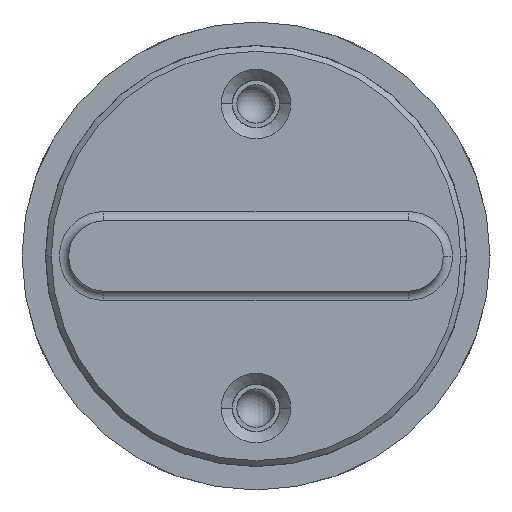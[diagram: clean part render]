
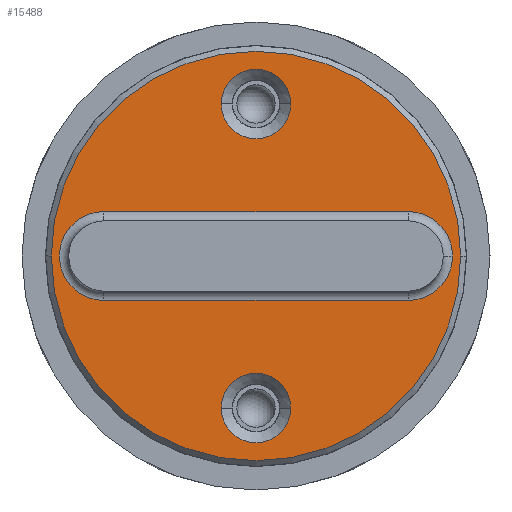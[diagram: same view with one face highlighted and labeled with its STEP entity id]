
A CAD part, left-side view. The second image highlights one B-rep face of the part: STEP entity #15488.
In plain terms, the highlighted face is planar.
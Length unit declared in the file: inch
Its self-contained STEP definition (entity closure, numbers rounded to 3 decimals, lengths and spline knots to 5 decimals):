
#98 = DIRECTION ( 'NONE',  ( 0., 0., 1. ) ) ;
#969 = EDGE_CURVE ( 'NONE', #22678, #15096, #16037, .T. ) ;
#1082 = EDGE_CURVE ( 'NONE', #21285, #15221, #8614, .T. ) ;
#1413 = AXIS2_PLACEMENT_3D ( 'NONE', #22005, #98, #11136 ) ;
#1618 = VERTEX_POINT ( 'NONE', #9938 ) ;
#1725 = CARTESIAN_POINT ( 'NONE',  ( 0., 0., 0. ) ) ;
#2172 = CIRCLE ( 'NONE', #1413, 0.2375 ) ;
#2556 = ORIENTED_EDGE ( 'NONE', *, *, #4634, .T. ) ;
#2628 = ORIENTED_EDGE ( 'NONE', *, *, #11319, .T. ) ;
#3006 = EDGE_CURVE ( 'NONE', #22597, #9999, #21707, .T. ) ;
#3017 = DIRECTION ( 'NONE',  ( 0., 0., -1. ) ) ;
#3146 = EDGE_LOOP ( 'NONE', ( #6524, #2556, #7440, #18821, #5870 ) ) ;
#3349 = EDGE_LOOP ( 'NONE', ( #2628, #13033 ) ) ;
#3517 = AXIS2_PLACEMENT_3D ( 'NONE', #16352, #3017, #14026 ) ;
#3760 = DIRECTION ( 'NONE',  ( 1., 0., 0. ) ) ;
#4133 = CIRCLE ( 'NONE', #6483, 0.185 ) ;
#4307 = CARTESIAN_POINT ( 'NONE',  ( 0.8125, 0.2375, 0. ) ) ;
#4634 = EDGE_CURVE ( 'NONE', #19087, #22597, #2172, .T. ) ;
#5154 = VERTEX_POINT ( 'NONE', #4307 ) ;
#5232 = AXIS2_PLACEMENT_3D ( 'NONE', #11038, #22035, #18139 ) ;
#5235 = CARTESIAN_POINT ( 'NONE',  ( -0.185, 0.812, 0. ) ) ;
#5271 = AXIS2_PLACEMENT_3D ( 'NONE', #22124, #20170, #16396 ) ;
#5598 = CARTESIAN_POINT ( 'NONE',  ( 0.8125, 0., 0. ) ) ;
#5688 = DIRECTION ( 'NONE',  ( 0., 0., 1. ) ) ;
#5870 = ORIENTED_EDGE ( 'NONE', *, *, #13584, .T. ) ;
#5954 = CIRCLE ( 'NONE', #13762, 0.2375 ) ;
#5972 = AXIS2_PLACEMENT_3D ( 'NONE', #22824, #6185, #18891 ) ;
#6185 = DIRECTION ( 'NONE',  ( 0., 0., 1. ) ) ;
#6427 = CIRCLE ( 'NONE', #14626, 1.0935 ) ;
#6483 = AXIS2_PLACEMENT_3D ( 'NONE', #12018, #23377, #17520 ) ;
#6524 = ORIENTED_EDGE ( 'NONE', *, *, #7036, .T. ) ;
#6911 = DIRECTION ( 'NONE',  ( 1., 0., 0. ) ) ;
#7036 = EDGE_CURVE ( 'NONE', #5154, #19087, #16344, .T. ) ;
#7440 = ORIENTED_EDGE ( 'NONE', *, *, #3006, .T. ) ;
#7964 = DIRECTION ( 'NONE',  ( 1., 0., 0. ) ) ;
#7979 = EDGE_CURVE ( 'NONE', #15221, #21285, #15647, .T. ) ;
#8464 = CARTESIAN_POINT ( 'NONE',  ( 0.185, 0.812, 0. ) ) ;
#8478 = EDGE_LOOP ( 'NONE', ( #8649, #19250 ) ) ;
#8614 = CIRCLE ( 'NONE', #13695, 0.185 ) ;
#8649 = ORIENTED_EDGE ( 'NONE', *, *, #15277, .T. ) ;
#9468 = CARTESIAN_POINT ( 'NONE',  ( 0., -0.812, 0. ) ) ;
#9591 = DIRECTION ( 'NONE',  ( 1., 0., 0. ) ) ;
#9671 = DIRECTION ( 'NONE',  ( 0., 0., -1. ) ) ;
#9938 = CARTESIAN_POINT ( 'NONE',  ( 1.05, 0., 0. ) ) ;
#9999 = VERTEX_POINT ( 'NONE', #21007 ) ;
#10879 = ORIENTED_EDGE ( 'NONE', *, *, #1082, .T. ) ;
#11038 = CARTESIAN_POINT ( 'NONE',  ( 0., 0.812, 0. ) ) ;
#11136 = DIRECTION ( 'NONE',  ( 1., 0., 0. ) ) ;
#11200 = DIRECTION ( 'NONE',  ( 1., 0., 0. ) ) ;
#11319 = EDGE_CURVE ( 'NONE', #19596, #13488, #4133, .T. ) ;
#11438 = DIRECTION ( 'NONE',  ( 0., 0., 1. ) ) ;
#12018 = CARTESIAN_POINT ( 'NONE',  ( 0., 0.812, 0. ) ) ;
#12702 = DIRECTION ( 'NONE',  ( 0., 0., 1. ) ) ;
#12874 = ORIENTED_EDGE ( 'NONE', *, *, #7979, .T. ) ;
#12896 = DIRECTION ( 'NONE',  ( -1., 0., 0. ) ) ;
#12951 = FACE_BOUND ( 'NONE', #3349, .T. ) ;
#13033 = ORIENTED_EDGE ( 'NONE', *, *, #18348, .T. ) ;
#13147 = CARTESIAN_POINT ( 'NONE',  ( 0., -0.812, 0. ) ) ;
#13488 = VERTEX_POINT ( 'NONE', #8464 ) ;
#13584 = EDGE_CURVE ( 'NONE', #1618, #5154, #22364, .T. ) ;
#13695 = AXIS2_PLACEMENT_3D ( 'NONE', #9468, #11438, #9591 ) ;
#13762 = AXIS2_PLACEMENT_3D ( 'NONE', #5598, #12702, #3760 ) ;
#14026 = DIRECTION ( 'NONE',  ( 1., 0., 0. ) ) ;
#14626 = AXIS2_PLACEMENT_3D ( 'NONE', #1725, #9671, #7964 ) ;
#14802 = CARTESIAN_POINT ( 'NONE',  ( -0.185, -0.812, 0. ) ) ;
#15096 = VERTEX_POINT ( 'NONE', #21444 ) ;
#15221 = VERTEX_POINT ( 'NONE', #14802 ) ;
#15277 = EDGE_CURVE ( 'NONE', #15096, #22678, #6427, .T. ) ;
#15488 = ADVANCED_FACE ( 'NONE', ( #23968, #16616, #12951, #21779 ), #24078, .F. ) ;
#15647 = CIRCLE ( 'NONE', #22663, 0.185 ) ;
#16037 = CIRCLE ( 'NONE', #3517, 1.0935 ) ;
#16344 = LINE ( 'NONE', #20230, #22274 ) ;
#16352 = CARTESIAN_POINT ( 'NONE',  ( 0., 0., 0. ) ) ;
#16396 = DIRECTION ( 'NONE',  ( 1., 0., 0. ) ) ;
#16616 = FACE_OUTER_BOUND ( 'NONE', #8478, .T. ) ;
#16848 = EDGE_CURVE ( 'NONE', #9999, #1618, #5954, .T. ) ;
#17520 = DIRECTION ( 'NONE',  ( 1., 0., 0. ) ) ;
#17540 = CARTESIAN_POINT ( 'NONE',  ( -0.8125, 0.2375, 0. ) ) ;
#18139 = DIRECTION ( 'NONE',  ( 1., 0., 0. ) ) ;
#18163 = CARTESIAN_POINT ( 'NONE',  ( 0.8125, -0.2375, 0. ) ) ;
#18342 = CARTESIAN_POINT ( 'NONE',  ( -0.8125, -0.2375, 0. ) ) ;
#18348 = EDGE_CURVE ( 'NONE', #13488, #19596, #20062, .T. ) ;
#18821 = ORIENTED_EDGE ( 'NONE', *, *, #16848, .T. ) ;
#18891 = DIRECTION ( 'NONE',  ( 1., 0., 0. ) ) ;
#19087 = VERTEX_POINT ( 'NONE', #17540 ) ;
#19250 = ORIENTED_EDGE ( 'NONE', *, *, #969, .T. ) ;
#19489 = CARTESIAN_POINT ( 'NONE',  ( 0.185, -0.812, 0. ) ) ;
#19596 = VERTEX_POINT ( 'NONE', #5235 ) ;
#20062 = CIRCLE ( 'NONE', #5232, 0.185 ) ;
#20170 = DIRECTION ( 'NONE',  ( 0., 0., 1. ) ) ;
#20230 = CARTESIAN_POINT ( 'NONE',  ( -0.8125, 0.2375, 0. ) ) ;
#21007 = CARTESIAN_POINT ( 'NONE',  ( 0.8125, -0.2375, 0. ) ) ;
#21245 = VECTOR ( 'NONE', #6911, 39.37008 ) ;
#21276 = CARTESIAN_POINT ( 'NONE',  ( -1.0935, 0., 0. ) ) ;
#21285 = VERTEX_POINT ( 'NONE', #19489 ) ;
#21444 = CARTESIAN_POINT ( 'NONE',  ( 1.0935, 0., 0. ) ) ;
#21707 = LINE ( 'NONE', #18163, #21245 ) ;
#21743 = EDGE_LOOP ( 'NONE', ( #12874, #10879 ) ) ;
#21779 = FACE_BOUND ( 'NONE', #21743, .T. ) ;
#22005 = CARTESIAN_POINT ( 'NONE',  ( -0.8125, 0., 0. ) ) ;
#22035 = DIRECTION ( 'NONE',  ( 0., 0., 1. ) ) ;
#22124 = CARTESIAN_POINT ( 'NONE',  ( 0., 0., 0. ) ) ;
#22274 = VECTOR ( 'NONE', #12896, 39.37008 ) ;
#22364 = CIRCLE ( 'NONE', #5972, 0.2375 ) ;
#22597 = VERTEX_POINT ( 'NONE', #18342 ) ;
#22663 = AXIS2_PLACEMENT_3D ( 'NONE', #13147, #5688, #11200 ) ;
#22678 = VERTEX_POINT ( 'NONE', #21276 ) ;
#22824 = CARTESIAN_POINT ( 'NONE',  ( 0.8125, 0., 0. ) ) ;
#23377 = DIRECTION ( 'NONE',  ( 0., 0., 1. ) ) ;
#23968 = FACE_BOUND ( 'NONE', #3146, .T. ) ;
#24078 = PLANE ( 'NONE',  #5271 ) ;
